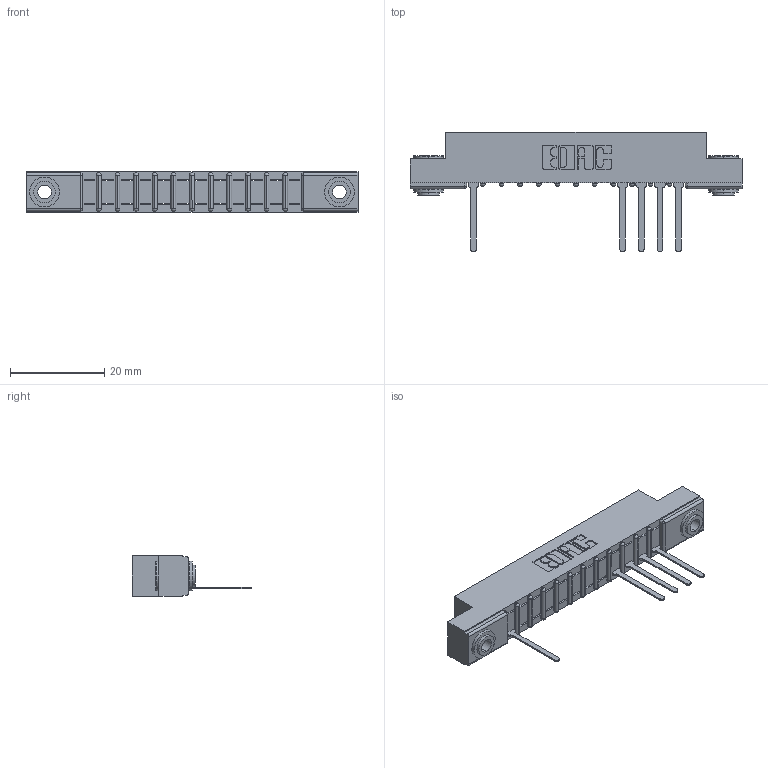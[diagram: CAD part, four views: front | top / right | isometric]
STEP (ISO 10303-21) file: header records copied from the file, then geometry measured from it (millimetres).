
FILE_DESCRIPTION (( 'STEP AP203' ), '1' );
FILE_NAME ('357-012-547-103.STEP', '2018-08-07T11:57:15', ( '' ), ( '' ), 'SwSTEP 2.0', 'SolidWorks 2016', '' );
FILE_SCHEMA (( 'CONFIG_CONTROL_DESIGN' ));
Length unit declared in the file: inch
Products named in the file (4): 307 Part_.156 Dia Mounting Holes; 307-290-001_547; 345-250-002_345-250-002-102; 357-012-547-103
Assembly tree (8 placements, depth 2):
  357-012-547-103
    307 Part_.156 Dia Mounting Holes
    307-290-001_547  x5
    345-250-002_345-250-002-102  x2
Bounding box: 70.56 x 25.43 x 8.71 mm (x, y, z)
Volume: 4391.2 mm3; surface area: 6136.9 mm2
Topology: 8 solids, 8 shells, 603 faces, 1693 edges, 1082 vertices
Faces by surface type: plane 363, cylinder 206, sphere 26, cone 8
Entity records: 14795 total; most frequent: CARTESIAN_POINT 2490, ORIENTED_EDGE 2474, DIRECTION 2447, EDGE_CURVE 1237, VECTOR 929, LINE 929, VERTEX_POINT 802, AXIS2_PLACEMENT_3D 759
